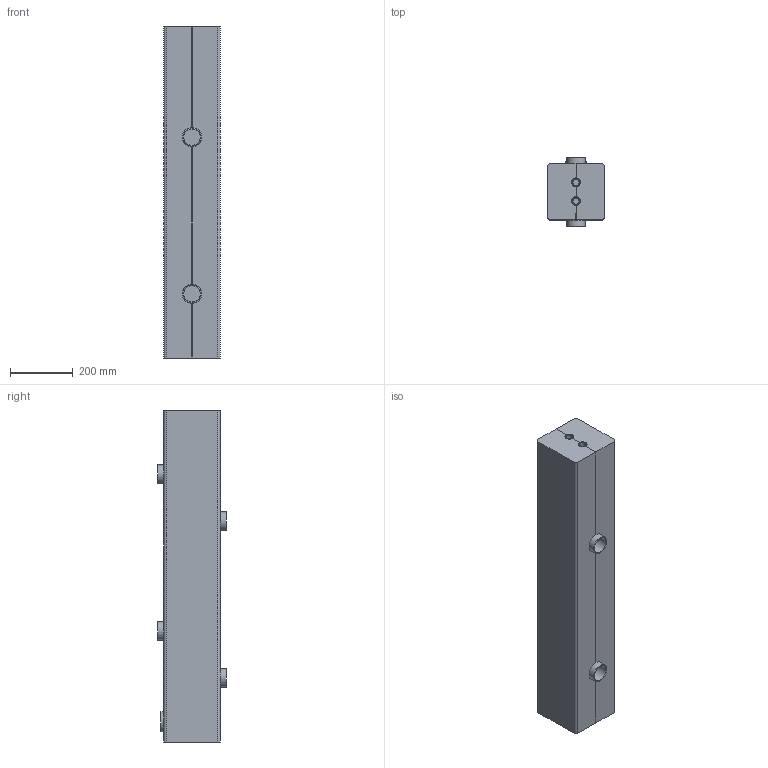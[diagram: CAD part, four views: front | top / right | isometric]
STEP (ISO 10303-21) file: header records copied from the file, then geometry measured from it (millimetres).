
FILE_DESCRIPTION(/* description */ (''),/* implementation_level */ '2;1');
FILE_NAME(/* name */ 'CPN120 DN50.stp',/* time_stamp */ '2015-09-18T19:21:41+02:00',/* author */ ('ARTUR'),/* organization */ (''),/* preprocessor_version */ 'ST-DEVELOPER v15.6',/* originating_system */ 'Autodesk Inventor 2015',/* authorisation */ '');
FILE_SCHEMA (('CONFIG_CONTROL_DESIGN'));
Length unit declared in the file: millimetre
Products named in the file (4): CPN120 - DN 50-01.00; CPN120 - DN 50-02.00; CPN120 - DN 50-02.00_MIR; CPN120 DN50
Bounding box: 180 x 220 x 1060 mm (x, y, z)
Volume: 33911617 mm3; surface area: 2044802.1 mm2
Topology: 3 solids, 3 shells, 113 faces, 258 edges, 167 vertices
Faces by surface type: plane 58, cylinder 40, cone 15
Full cylindrical faces by diameter (mm): 20 x2, 25 x1, 26 x2, 30 x1, 52 x4, 58 x1, 59 x4, 64 x1
Entity records: 3153 total; most frequent: DIRECTION 562, CARTESIAN_POINT 514, ORIENTED_EDGE 454, EDGE_CURVE 227, AXIS2_PLACEMENT_3D 215, VERTEX_POINT 167, EDGE_LOOP 160, LINE 132
